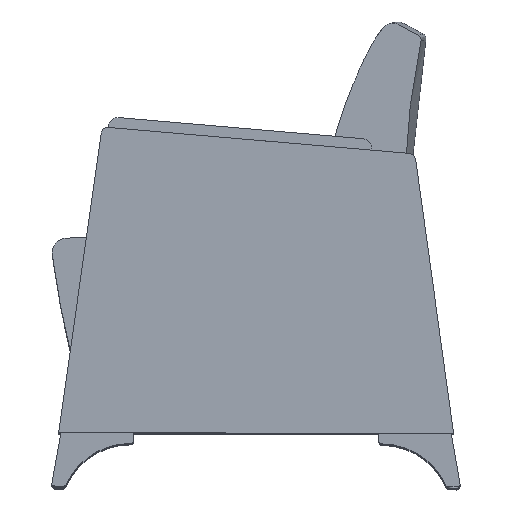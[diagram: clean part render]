
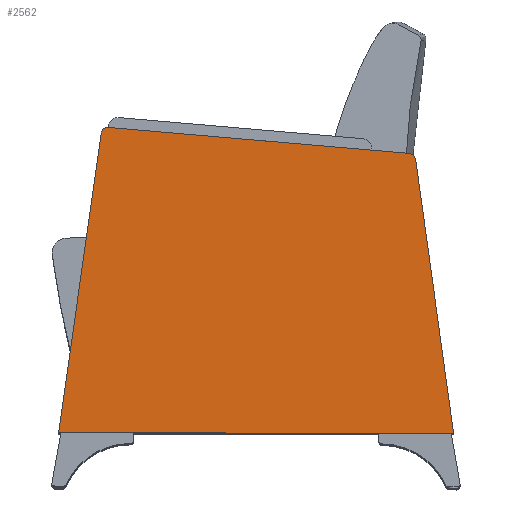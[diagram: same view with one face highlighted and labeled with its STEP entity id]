
A CAD part, top view. The second image highlights one B-rep face of the part: STEP entity #2562.
In plain terms, the highlighted planar face has unit normal (0, 0, 1).
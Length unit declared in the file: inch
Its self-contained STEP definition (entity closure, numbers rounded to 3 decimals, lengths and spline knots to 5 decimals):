
#427=PLANE('',#2874);
#568=FACE_OUTER_BOUND('',#736,.T.);
#736=EDGE_LOOP('',(#2286,#2287,#2288,#2289,#2290,#2291));
#857=LINE('',#6045,#936);
#860=LINE('',#6050,#939);
#861=LINE('',#6055,#940);
#862=LINE('',#6056,#941);
#936=VECTOR('',#3418,0.3937);
#939=VECTOR('',#3423,0.3937);
#940=VECTOR('',#3428,0.3937);
#941=VECTOR('',#3429,0.3937);
#1049=CIRCLE('',#2868,0.5);
#1052=CIRCLE('',#2875,0.5);
#1268=VERTEX_POINT('',#6025);
#1269=VERTEX_POINT('',#6026);
#1276=VERTEX_POINT('',#6044);
#1277=VERTEX_POINT('',#6048);
#1278=VERTEX_POINT('',#6052);
#1279=VERTEX_POINT('',#6054);
#1614=EDGE_CURVE('',#1268,#1269,#1049,.T.);
#1623=EDGE_CURVE('',#1269,#1276,#857,.T.);
#1626=EDGE_CURVE('',#1268,#1277,#860,.T.);
#1627=EDGE_CURVE('',#1278,#1277,#1052,.T.);
#1628=EDGE_CURVE('',#1279,#1278,#861,.T.);
#1629=EDGE_CURVE('',#1276,#1279,#862,.T.);
#2286=ORIENTED_EDGE('',*,*,#1614,.F.);
#2287=ORIENTED_EDGE('',*,*,#1626,.T.);
#2288=ORIENTED_EDGE('',*,*,#1627,.F.);
#2289=ORIENTED_EDGE('',*,*,#1628,.F.);
#2290=ORIENTED_EDGE('',*,*,#1629,.F.);
#2291=ORIENTED_EDGE('',*,*,#1623,.F.);
#2562=ADVANCED_FACE('',(#568),#427,.T.);
#2868=AXIS2_PLACEMENT_3D('',#6027,#3402,#3403);
#2874=AXIS2_PLACEMENT_3D('',#6051,#3424,#3425);
#2875=AXIS2_PLACEMENT_3D('',#6053,#3426,#3427);
#3402=DIRECTION('center_axis',(0.,0.,-1.));
#3403=DIRECTION('ref_axis',(0.687,0.726,0.));
#3418=DIRECTION('',(0.139,-0.99,0.));
#3423=DIRECTION('',(-0.996,0.084,0.));
#3424=DIRECTION('center_axis',(0.,0.,1.));
#3425=DIRECTION('ref_axis',(1.,0.,0.));
#3426=DIRECTION('center_axis',(0.,0.,-1.));
#3427=DIRECTION('ref_axis',(-0.656,0.755,0.));
#3428=DIRECTION('',(0.139,0.99,0.));
#3429=DIRECTION('',(-1.,0.,0.));
#6025=CARTESIAN_POINT('',(9.12104,20.07558,2.75));
#6026=CARTESIAN_POINT('',(9.57405,19.64695,2.75));
#6027=CARTESIAN_POINT('Origin',(9.07891,19.57736,2.75));
#6044=CARTESIAN_POINT('',(12.28079,0.38751,2.75));
#6045=CARTESIAN_POINT('',(9.25916,21.88751,2.75));
#6048=CARTESIAN_POINT('',(-12.15771,21.87479,2.75));
#6050=CARTESIAN_POINT('',(-6.44152,21.39147,2.75));
#6051=CARTESIAN_POINT('Origin',(-1.61059,10.43854,2.75));
#6052=CARTESIAN_POINT('',(-12.54082,21.45709,2.75));
#6053=CARTESIAN_POINT('Origin',(-12.04569,21.38751,2.75));
#6054=CARTESIAN_POINT('',(-15.50196,0.38751,2.75));
#6055=CARTESIAN_POINT('',(-15.50196,0.38751,2.75));
#6056=CARTESIAN_POINT('',(12.28079,0.38751,2.75));
